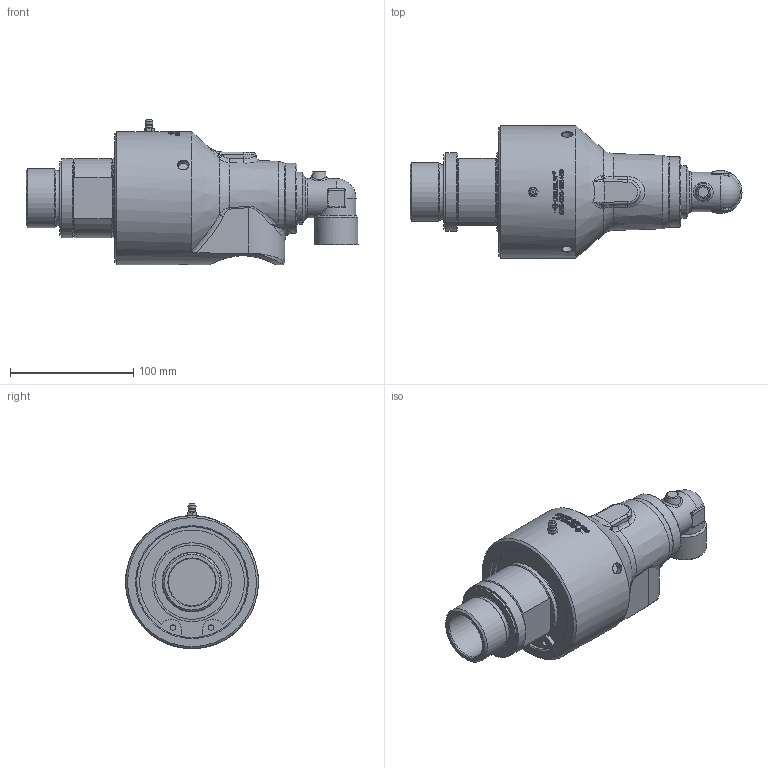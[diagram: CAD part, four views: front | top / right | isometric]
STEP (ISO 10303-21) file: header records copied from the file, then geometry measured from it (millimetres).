
FILE_DESCRIPTION(/* description */ (''),/* implementation_level */ '2;1');
FILE_NAME(/* name */ '555-000-198468-IC.stp',/* time_stamp */ '2020-05-20T10:21:44-05:00',/* author */ ('GALINDOLM'),/* organization */ (''),/* preprocessor_version */ 'ST-DEVELOPER v18',/* originating_system */ 'Autodesk Inventor 2020',/* authorisation */ '');
FILE_SCHEMA (('AUTOMOTIVE_DESIGN { 1 0 10303 214 3 1 1 }','FEATURE_BASED_PROCESS_PLANNING'));
Products named in the file (1): 555-000-198468-IC
Bounding box: 269.6 x 108 x 117.99 mm (x, y, z)
Volume: 989436 mm3; surface area: 114507.5 mm2
Topology: 2 solids, 5 shells, 637 faces, 1691 edges, 1102 vertices
Faces by surface type: bspline 327, plane 146, cylinder 108, cone 35, sphere 11, torus 10
Full cylindrical faces by diameter (mm): 3 x1, 3.12 x2, 4.361 x2, 5.359 x1, 8.6 x3, 22.631 x1, 26 x1, 32 x1, 35 x1, 38.1 x1, 43.256 x1, 47.55 x1, 47.803 x1, 48.4 x1, 53.7 x1, 56.25 x1, 57 x1, 60.3 x1, 64 x2, 90.07 x1, 97.2 x1, 108 x1
Entity records: 81065 total; most frequent: CARTESIAN_POINT 66435, ORIENTED_EDGE 3340, DIRECTION 2367, EDGE_CURVE 1670, VERTEX_POINT 1102, AXIS2_PLACEMENT_3D 898, EDGE_LOOP 703, FACE_OUTER_BOUND 637
